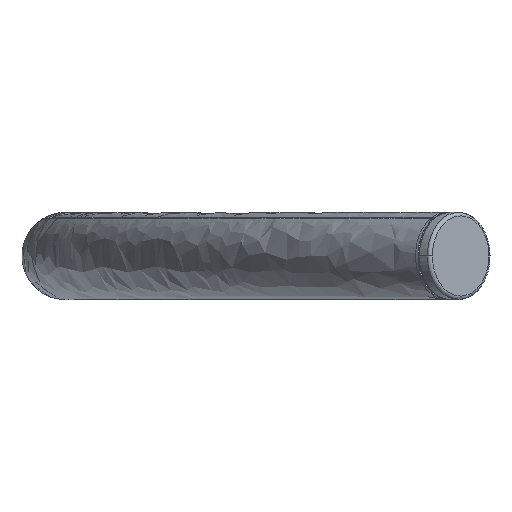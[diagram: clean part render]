
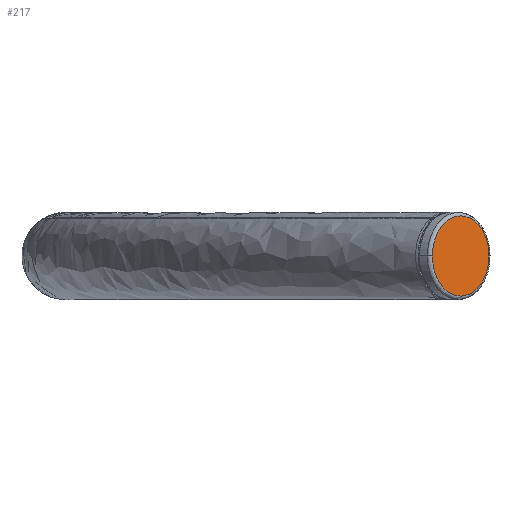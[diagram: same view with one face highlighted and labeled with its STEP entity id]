
A CAD part, left-side view. The second image highlights one B-rep face of the part: STEP entity #217.
In plain terms, the highlighted planar face has unit normal (-0.706, -0.709, 0).
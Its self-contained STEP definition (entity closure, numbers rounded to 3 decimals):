
#105=(
BOUNDED_CURVE()
B_SPLINE_CURVE(3,(#2344,#2345,#2346,#2347,#2348,#2349,#2350,#2351,#2352,
#2353,#2354,#2355,#2356),.UNSPECIFIED.,.F.,.F.)
B_SPLINE_CURVE_WITH_KNOTS((4,3,3,3,4),(0.,18.064,36.127,
54.191,72.255),.UNSPECIFIED.)
CURVE()
GEOMETRIC_REPRESENTATION_ITEM()
RATIONAL_B_SPLINE_CURVE((1.,1.,1.,1.,1.,1.,
1.,1.,1.,1.,1.,1.,1.))
REPRESENTATION_ITEM('')
);
#117=(
BOUNDED_CURVE()
B_SPLINE_CURVE(3,(#2407,#2408,#2409,#2410,#2411,#2412,#2413,#2414,#2415,
#2416,#2417,#2418,#2419),.UNSPECIFIED.,.F.,.F.)
B_SPLINE_CURVE_WITH_KNOTS((4,3,3,3,4),(72.255,90.319,
108.382,126.446,144.51),.UNSPECIFIED.)
CURVE()
GEOMETRIC_REPRESENTATION_ITEM()
RATIONAL_B_SPLINE_CURVE((1.,1.,1.,1.,1.,1.,1.,1.,1.,1.,1.,1.,1.))
REPRESENTATION_ITEM('')
);
#217=ADVANCED_FACE('',(#270),#810,.T.);
#270=FACE_OUTER_BOUND('',#325,.T.);
#325=EDGE_LOOP('',(#548,#549));
#548=ORIENTED_EDGE('',*,*,#702,.F.);
#549=ORIENTED_EDGE('',*,*,#690,.F.);
#690=EDGE_CURVE('',#790,#797,#105,.T.);
#702=EDGE_CURVE('',#797,#790,#117,.T.);
#790=VERTEX_POINT('',#2325);
#797=VERTEX_POINT('',#2332);
#810=PLANE('',#837);
#837=AXIS2_PLACEMENT_3D('',#2207,#847,$);
#847=DIRECTION('',(-0.706,-0.708,0.));
#2207=CARTESIAN_POINT('',(-285.222,-98.249,31.25));
#2325=CARTESIAN_POINT('',(-246.788,-136.536,0.));
#2332=CARTESIAN_POINT('',(-279.386,-104.062,0.));
#2344=CARTESIAN_POINT('',(-246.788,-136.536,0.));
#2345=CARTESIAN_POINT('',(-246.766,-136.559,-6.016));
#2346=CARTESIAN_POINT('',(-248.54,-134.791,-12.023));
#2347=CARTESIAN_POINT('',(-251.554,-131.788,-16.273));
#2348=CARTESIAN_POINT('',(-254.569,-128.785,-20.522));
#2349=CARTESIAN_POINT('',(-258.824,-124.546,-23.013));
#2350=CARTESIAN_POINT('',(-263.082,-120.305,-23.014));
#2351=CARTESIAN_POINT('',(-267.34,-116.063,-23.015));
#2352=CARTESIAN_POINT('',(-271.601,-111.818,-20.524));
#2353=CARTESIAN_POINT('',(-274.612,-108.818,-16.273));
#2354=CARTESIAN_POINT('',(-277.624,-105.818,-12.023));
#2355=CARTESIAN_POINT('',(-279.386,-104.062,-6.011));
#2356=CARTESIAN_POINT('',(-279.386,-104.062,0.));
#2407=CARTESIAN_POINT('',(-279.386,-104.062,0.));
#2408=CARTESIAN_POINT('',(-279.386,-104.062,6.011));
#2409=CARTESIAN_POINT('',(-277.624,-105.818,12.023));
#2410=CARTESIAN_POINT('',(-274.612,-108.818,16.273));
#2411=CARTESIAN_POINT('',(-271.601,-111.818,20.524));
#2412=CARTESIAN_POINT('',(-267.34,-116.063,23.015));
#2413=CARTESIAN_POINT('',(-263.082,-120.305,23.014));
#2414=CARTESIAN_POINT('',(-258.824,-124.546,23.013));
#2415=CARTESIAN_POINT('',(-254.569,-128.785,20.522));
#2416=CARTESIAN_POINT('',(-251.554,-131.788,16.273));
#2417=CARTESIAN_POINT('',(-248.54,-134.791,12.023));
#2418=CARTESIAN_POINT('',(-246.766,-136.559,6.016));
#2419=CARTESIAN_POINT('',(-246.788,-136.536,0.));
